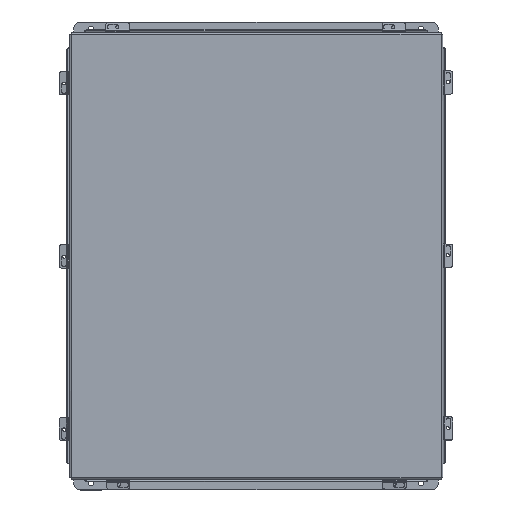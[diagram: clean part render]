
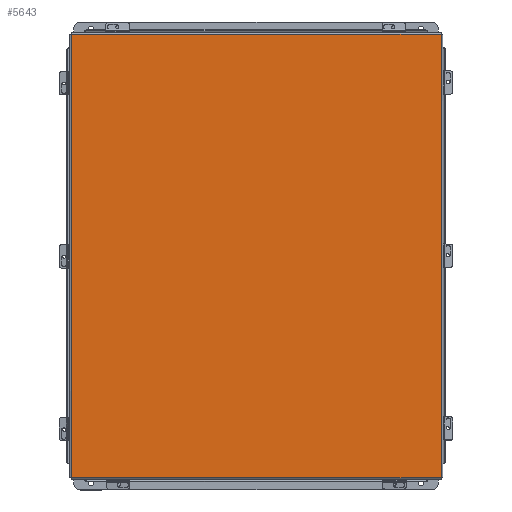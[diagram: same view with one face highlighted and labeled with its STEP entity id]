
A CAD part, top view. The second image highlights one B-rep face of the part: STEP entity #5643.
In plain terms, the highlighted face is planar.
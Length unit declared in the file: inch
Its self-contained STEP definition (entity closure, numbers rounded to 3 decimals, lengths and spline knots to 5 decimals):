
#296 = CARTESIAN_POINT ( 'NONE',  ( -10.06855, 12.06855, -0.0747 ) ) ;
#363 = LINE ( 'NONE', #7210, #4476 ) ;
#521 = ORIENTED_EDGE ( 'NONE', *, *, #8429, .T. ) ;
#1362 = VERTEX_POINT ( 'NONE', #296 ) ;
#1649 = ORIENTED_EDGE ( 'NONE', *, *, #1918, .T. ) ;
#1918 = EDGE_CURVE ( 'NONE', #6559, #6096, #3788, .T. ) ;
#1963 = DIRECTION ( 'NONE',  ( 1., 0., 0. ) ) ;
#2174 = VECTOR ( 'NONE', #7280, 39.37008 ) ;
#2217 = EDGE_LOOP ( 'NONE', ( #6118, #5214, #1649, #521 ) ) ;
#2398 = PLANE ( 'NONE',  #3953 ) ;
#2649 = CARTESIAN_POINT ( 'NONE',  ( -10.06855, -12.07448, -0.0747 ) ) ;
#3182 = DIRECTION ( 'NONE',  ( 0., 0., -1. ) ) ;
#3444 = CARTESIAN_POINT ( 'NONE',  ( 10.06855, 12.06855, -0.0747 ) ) ;
#3788 = LINE ( 'NONE', #5668, #9442 ) ;
#3953 = AXIS2_PLACEMENT_3D ( 'NONE', #7784, #3182, #8572 ) ;
#4295 = CARTESIAN_POINT ( 'NONE',  ( -10.07448, 12.06855, -0.0747 ) ) ;
#4363 = EDGE_CURVE ( 'NONE', #6179, #6559, #363, .T. ) ;
#4476 = VECTOR ( 'NONE', #9670, 39.37008 ) ;
#4843 = CARTESIAN_POINT ( 'NONE',  ( -10.06855, -12.06855, -0.0747 ) ) ;
#5214 = ORIENTED_EDGE ( 'NONE', *, *, #4363, .T. ) ;
#5643 = ADVANCED_FACE ( 'NONE', ( #6133 ), #2398, .T. ) ;
#5668 = CARTESIAN_POINT ( 'NONE',  ( 10.07448, -12.06855, -0.0747 ) ) ;
#6022 = LINE ( 'NONE', #2649, #2174 ) ;
#6096 = VERTEX_POINT ( 'NONE', #4843 ) ;
#6118 = ORIENTED_EDGE ( 'NONE', *, *, #6793, .T. ) ;
#6133 = FACE_OUTER_BOUND ( 'NONE', #2217, .T. ) ;
#6179 = VERTEX_POINT ( 'NONE', #3444 ) ;
#6559 = VERTEX_POINT ( 'NONE', #7694 ) ;
#6793 = EDGE_CURVE ( 'NONE', #1362, #6179, #7138, .T. ) ;
#6898 = VECTOR ( 'NONE', #1963, 39.37008 ) ;
#7138 = LINE ( 'NONE', #4295, #6898 ) ;
#7210 = CARTESIAN_POINT ( 'NONE',  ( 10.06855, 12.07448, -0.0747 ) ) ;
#7214 = DIRECTION ( 'NONE',  ( -1., 0., 0. ) ) ;
#7280 = DIRECTION ( 'NONE',  ( 0., 1., 0. ) ) ;
#7694 = CARTESIAN_POINT ( 'NONE',  ( 10.06855, -12.06855, -0.0747 ) ) ;
#7784 = CARTESIAN_POINT ( 'NONE',  ( 0., 0., -0.0747 ) ) ;
#8429 = EDGE_CURVE ( 'NONE', #6096, #1362, #6022, .T. ) ;
#8572 = DIRECTION ( 'NONE',  ( -1., 0., 0. ) ) ;
#9442 = VECTOR ( 'NONE', #7214, 39.37008 ) ;
#9670 = DIRECTION ( 'NONE',  ( 0., -1., 0. ) ) ;
